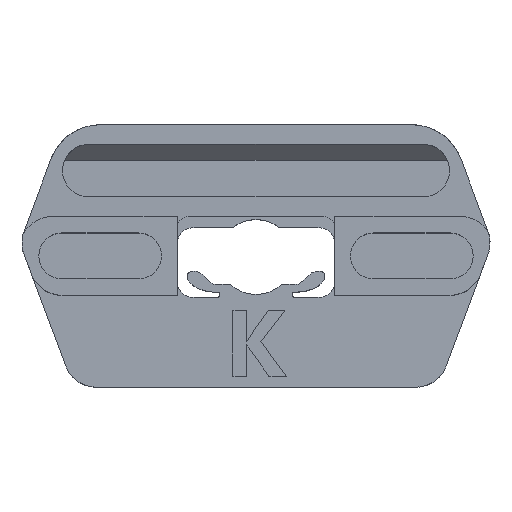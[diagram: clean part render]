
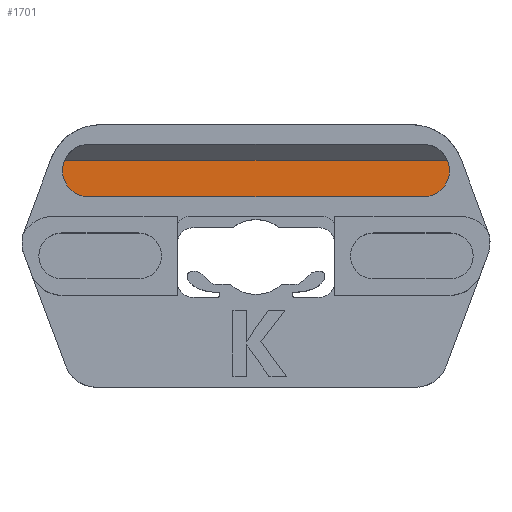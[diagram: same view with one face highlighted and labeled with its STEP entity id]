
A CAD part, top view. The second image highlights one B-rep face of the part: STEP entity #1701.
In plain terms, the highlighted planar face has unit normal (0, 0, 1).
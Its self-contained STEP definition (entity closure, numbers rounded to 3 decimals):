
#34 = DIRECTION ( 'NONE',  ( 0., 0., 1. ) ) ;
#87 = LINE ( 'NONE', #1826, #1878 ) ;
#126 = AXIS2_PLACEMENT_3D ( 'NONE', #395, #2436, #1283 ) ;
#144 = AXIS2_PLACEMENT_3D ( 'NONE', #1068, #1904, #3404 ) ;
#244 = CIRCLE ( 'NONE', #126, 2. ) ;
#395 = CARTESIAN_POINT ( 'NONE',  ( 26.635, 16.5, 1.4 ) ) ;
#403 = VERTEX_POINT ( 'NONE', #793 ) ;
#618 = EDGE_CURVE ( 'NONE', #2880, #403, #244, .T. ) ;
#774 = EDGE_CURVE ( 'NONE', #2138, #2880, #2818, .T. ) ;
#793 = CARTESIAN_POINT ( 'NONE',  ( 28.468, 17.3, 1.4 ) ) ;
#823 = ORIENTED_EDGE ( 'NONE', *, *, #618, .T. ) ;
#901 = DIRECTION ( 'NONE',  ( 1., 0., 0. ) ) ;
#924 = PLANE ( 'NONE',  #3723 ) ;
#938 = DIRECTION ( 'NONE',  ( -1., 0., 0. ) ) ;
#971 = ORIENTED_EDGE ( 'NONE', *, *, #979, .T. ) ;
#979 = EDGE_CURVE ( 'NONE', #403, #1805, #87, .T. ) ;
#1068 = CARTESIAN_POINT ( 'NONE',  ( 1.148, 16.5, 1.4 ) ) ;
#1162 = CARTESIAN_POINT ( 'NONE',  ( 1.148, 14.5, 1.4 ) ) ;
#1283 = DIRECTION ( 'NONE',  ( 1., 0., 0. ) ) ;
#1356 = CARTESIAN_POINT ( 'NONE',  ( 1.148, 14.5, 1.4 ) ) ;
#1637 = VECTOR ( 'NONE', #1644, 1000. ) ;
#1644 = DIRECTION ( 'NONE',  ( 1., 0., 0. ) ) ;
#1701 = ADVANCED_FACE ( 'NONE', ( #1776 ), #924, .T. ) ;
#1776 = FACE_OUTER_BOUND ( 'NONE', #2326, .T. ) ;
#1805 = VERTEX_POINT ( 'NONE', #2914 ) ;
#1826 = CARTESIAN_POINT ( 'NONE',  ( 1.148, 17.3, 1.4 ) ) ;
#1878 = VECTOR ( 'NONE', #938, 1000. ) ;
#1904 = DIRECTION ( 'NONE',  ( 0., 0., 1. ) ) ;
#2138 = VERTEX_POINT ( 'NONE', #1162 ) ;
#2326 = EDGE_LOOP ( 'NONE', ( #823, #971, #3170, #3142 ) ) ;
#2357 = EDGE_CURVE ( 'NONE', #1805, #2138, #3707, .T. ) ;
#2436 = DIRECTION ( 'NONE',  ( 0., 0., 1. ) ) ;
#2596 = CARTESIAN_POINT ( 'NONE',  ( 26.635, 14.5, 1.4 ) ) ;
#2818 = LINE ( 'NONE', #1356, #1637 ) ;
#2880 = VERTEX_POINT ( 'NONE', #2596 ) ;
#2914 = CARTESIAN_POINT ( 'NONE',  ( -0.685, 17.3, 1.4 ) ) ;
#3142 = ORIENTED_EDGE ( 'NONE', *, *, #774, .T. ) ;
#3170 = ORIENTED_EDGE ( 'NONE', *, *, #2357, .T. ) ;
#3241 = CARTESIAN_POINT ( 'NONE',  ( 1.148, 16.5, 1.4 ) ) ;
#3404 = DIRECTION ( 'NONE',  ( 1., 0., 0. ) ) ;
#3707 = CIRCLE ( 'NONE', #144, 2. ) ;
#3723 = AXIS2_PLACEMENT_3D ( 'NONE', #3241, #34, #901 ) ;
